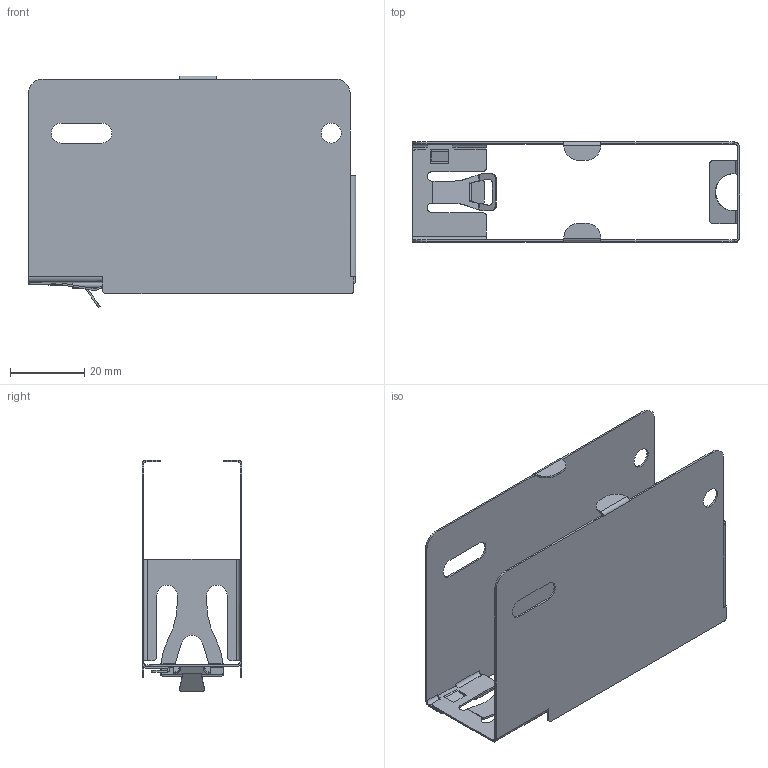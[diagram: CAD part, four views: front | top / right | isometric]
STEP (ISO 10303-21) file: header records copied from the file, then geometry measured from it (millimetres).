
FILE_DESCRIPTION((''),'2;1');
FILE_NAME('DM_CAD-1179','2015-02-25T',('Creinig-se'),(''),'PRO/ENGINEER BY PARAMETRIC TECHNOLOGY CORPORATION, 2013050','PRO/ENGINEER BY PARAMETRIC TECHNOLOGY CORPORATION, 2013050','');
FILE_SCHEMA(('CONFIG_CONTROL_DESIGN'));
Length unit declared in the file: millimetre
Products named in the file (1): DM_CAD-1179
Bounding box: 88.5 x 27 x 62.67 mm (x, y, z)
Volume: 5544.4 mm3; surface area: 22720.6 mm2
Topology: 1 solids, 1 shells, 267 faces, 695 edges, 424 vertices
Faces by surface type: plane 167, cylinder 88, bspline 12
Entity records: 10583 total; most frequent: CARTESIAN_POINT 1811, ORIENTED_EDGE 1390, DIRECTION 1369, PRESENTATION_STYLE_ASSIGNMENT 696, STYLED_ITEM 696, CURVE_STYLE 695, EDGE_CURVE 695, VECTOR 483
